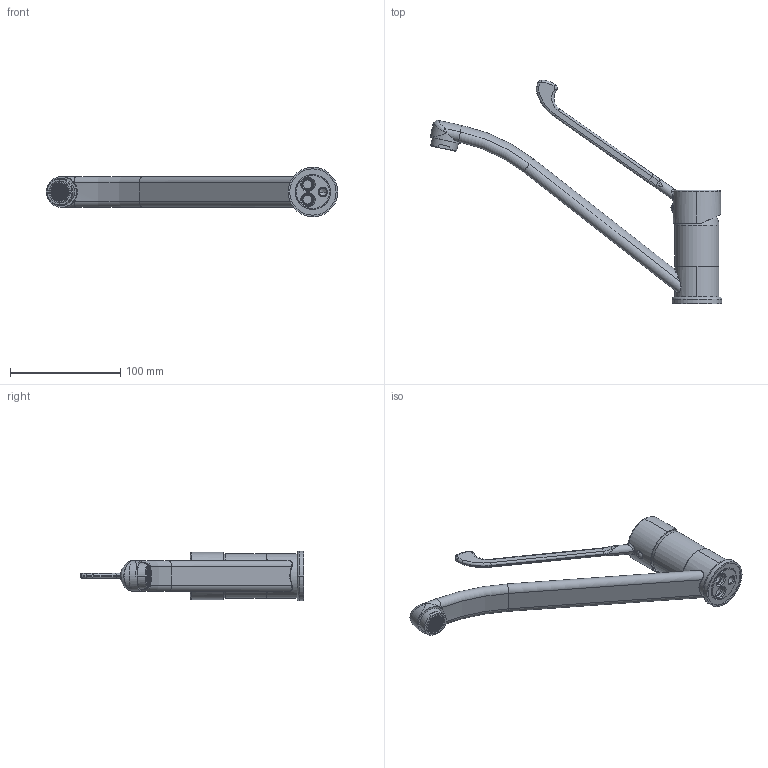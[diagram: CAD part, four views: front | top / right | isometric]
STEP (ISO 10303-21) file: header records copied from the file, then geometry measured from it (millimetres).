
FILE_DESCRIPTION((''),'2;1');
FILE_NAME('APM3303CR','2022-06-16T16:27:51',('ut3'),('PAFFONI SpA'),'CREO PARAMETRIC BY PTC INC, 2021404','CREO PARAMETRIC BY PTC INC, 2021404','');
FILE_SCHEMA(('CONFIG_CONTROL_DESIGN','SHAPE_APPEARANCE_LAYERS_GROUPS'));
Products named in the file (1): APM3303CR
Bounding box: 264.19 x 202.78 x 45 mm (x, y, z)
Volume: 103146.2 mm3; surface area: 97527.3 mm2
Topology: 3 solids, 3 shells, 2551 faces, 7661 edges, 4955 vertices
Faces by surface type: plane 1949, cylinder 341, torus 93, cone 68, bspline 68, sphere 32
Entity records: 105696 total; most frequent: CARTESIAN_POINT 26873, ORIENTED_EDGE 15298, DIRECTION 13632, EDGE_CURVE 7649, VECTOR 5016, LINE 5016, VERTEX_POINT 4955, AXIS2_PLACEMENT_3D 4308
